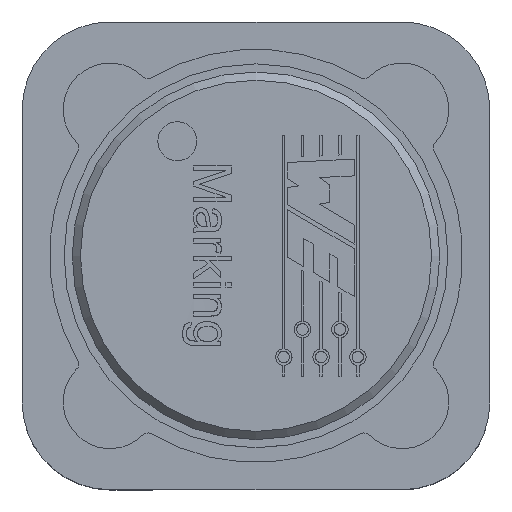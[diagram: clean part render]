
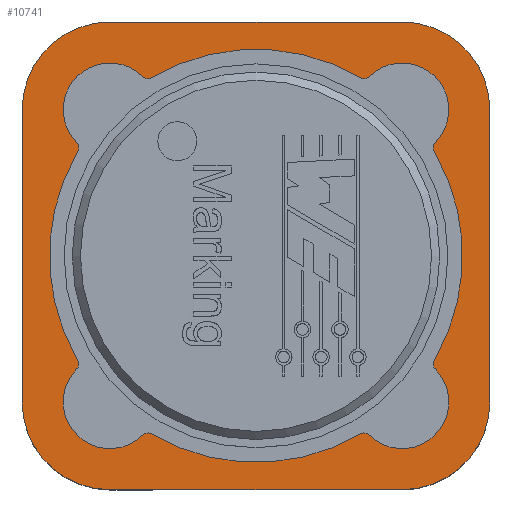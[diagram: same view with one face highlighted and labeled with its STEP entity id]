
A CAD part, top view. The second image highlights one B-rep face of the part: STEP entity #10741.
In plain terms, the highlighted planar face has unit normal (0, 0, 1).
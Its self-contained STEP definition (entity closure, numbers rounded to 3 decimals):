
#594=LINE('',#15930,#1418);
#595=LINE('',#15931,#1419);
#596=LINE('',#15932,#1420);
#597=LINE('',#15933,#1421);
#1418=VECTOR('',#12668,1000.);
#1419=VECTOR('',#12669,1000.);
#1420=VECTOR('',#12670,1000.);
#1421=VECTOR('',#12671,1000.);
#2993=ORIENTED_EDGE('',*,*,#4810,.T.);
#2994=ORIENTED_EDGE('',*,*,#4794,.T.);
#2995=ORIENTED_EDGE('',*,*,#4811,.T.);
#2996=ORIENTED_EDGE('',*,*,#4806,.T.);
#2997=ORIENTED_EDGE('',*,*,#4812,.T.);
#2998=ORIENTED_EDGE('',*,*,#4802,.T.);
#2999=ORIENTED_EDGE('',*,*,#4813,.T.);
#3000=ORIENTED_EDGE('',*,*,#4798,.T.);
#3001=ORIENTED_EDGE('',*,*,#4814,.F.);
#3002=ORIENTED_EDGE('',*,*,#4728,.T.);
#3003=ORIENTED_EDGE('',*,*,#4787,.F.);
#3004=ORIENTED_EDGE('',*,*,#4756,.T.);
#3005=ORIENTED_EDGE('',*,*,#4815,.F.);
#3006=ORIENTED_EDGE('',*,*,#4752,.T.);
#3007=ORIENTED_EDGE('',*,*,#4793,.F.);
#3008=ORIENTED_EDGE('',*,*,#4748,.T.);
#3009=ORIENTED_EDGE('',*,*,#4816,.F.);
#3010=ORIENTED_EDGE('',*,*,#4744,.T.);
#3011=ORIENTED_EDGE('',*,*,#4791,.F.);
#3012=ORIENTED_EDGE('',*,*,#4740,.T.);
#3013=ORIENTED_EDGE('',*,*,#4817,.F.);
#3014=ORIENTED_EDGE('',*,*,#4736,.T.);
#3015=ORIENTED_EDGE('',*,*,#4789,.F.);
#3016=ORIENTED_EDGE('',*,*,#4732,.T.);
#4728=EDGE_CURVE('',#5720,#5719,#6156,.T.);
#4732=EDGE_CURVE('',#5724,#5723,#6158,.T.);
#4736=EDGE_CURVE('',#5728,#5727,#6160,.T.);
#4740=EDGE_CURVE('',#5732,#5731,#6162,.T.);
#4744=EDGE_CURVE('',#5736,#5735,#6164,.T.);
#4748=EDGE_CURVE('',#5740,#5739,#6166,.T.);
#4752=EDGE_CURVE('',#5744,#5743,#6168,.T.);
#4756=EDGE_CURVE('',#5748,#5747,#6170,.T.);
#4787=EDGE_CURVE('',#5748,#5719,#6172,.T.);
#4789=EDGE_CURVE('',#5724,#5727,#6174,.T.);
#4791=EDGE_CURVE('',#5732,#5735,#6176,.T.);
#4793=EDGE_CURVE('',#5740,#5743,#6178,.T.);
#4794=EDGE_CURVE('',#5765,#5766,#6179,.T.);
#4798=EDGE_CURVE('',#5769,#5770,#6181,.T.);
#4802=EDGE_CURVE('',#5773,#5774,#6183,.T.);
#4806=EDGE_CURVE('',#5777,#5778,#6185,.T.);
#4810=EDGE_CURVE('',#5770,#5765,#594,.T.);
#4811=EDGE_CURVE('',#5766,#5777,#595,.T.);
#4812=EDGE_CURVE('',#5778,#5773,#596,.T.);
#4813=EDGE_CURVE('',#5774,#5769,#597,.T.);
#4814=EDGE_CURVE('',#5720,#5723,#6187,.T.);
#4815=EDGE_CURVE('',#5744,#5747,#6188,.T.);
#4816=EDGE_CURVE('',#5736,#5739,#6189,.T.);
#4817=EDGE_CURVE('',#5728,#5731,#6190,.T.);
#5719=VERTEX_POINT('',#15758);
#5720=VERTEX_POINT('',#15760);
#5723=VERTEX_POINT('',#15767);
#5724=VERTEX_POINT('',#15769);
#5727=VERTEX_POINT('',#15776);
#5728=VERTEX_POINT('',#15778);
#5731=VERTEX_POINT('',#15785);
#5732=VERTEX_POINT('',#15787);
#5735=VERTEX_POINT('',#15794);
#5736=VERTEX_POINT('',#15796);
#5739=VERTEX_POINT('',#15803);
#5740=VERTEX_POINT('',#15805);
#5743=VERTEX_POINT('',#15812);
#5744=VERTEX_POINT('',#15814);
#5747=VERTEX_POINT('',#15821);
#5748=VERTEX_POINT('',#15823);
#5765=VERTEX_POINT('',#15895);
#5766=VERTEX_POINT('',#15896);
#5769=VERTEX_POINT('',#15904);
#5770=VERTEX_POINT('',#15905);
#5773=VERTEX_POINT('',#15913);
#5774=VERTEX_POINT('',#15914);
#5777=VERTEX_POINT('',#15922);
#5778=VERTEX_POINT('',#15923);
#6156=CIRCLE('',#11195,0.18);
#6158=CIRCLE('',#11198,0.18);
#6160=CIRCLE('',#11201,0.18);
#6162=CIRCLE('',#11204,0.18);
#6164=CIRCLE('',#11207,0.18);
#6166=CIRCLE('',#11210,0.18);
#6168=CIRCLE('',#11213,0.18);
#6170=CIRCLE('',#11216,0.18);
#6172=CIRCLE('',#11231,1.2);
#6174=CIRCLE('',#11234,1.2);
#6176=CIRCLE('',#11237,1.2);
#6178=CIRCLE('',#11240,1.2);
#6179=CIRCLE('',#11242,2.25);
#6181=CIRCLE('',#11245,2.25);
#6183=CIRCLE('',#11248,2.25);
#6185=CIRCLE('',#11251,2.25);
#6187=CIRCLE('',#11254,5.3);
#6188=CIRCLE('',#11255,5.3);
#6189=CIRCLE('',#11256,5.3);
#6190=CIRCLE('',#11257,5.3);
#6595=EDGE_LOOP('',(#2993,#2994,#2995,#2996,#2997,#2998,#2999,#3000));
#6596=EDGE_LOOP('',(#3001,#3002,#3003,#3004,#3005,#3006,#3007,#3008,#3009,
#3010,#3011,#3012,#3013,#3014,#3015,#3016));
#7067=FACE_BOUND('',#6595,.T.);
#7068=FACE_BOUND('',#6596,.T.);
#7433=PLANE('',#11253);
#10741=ADVANCED_FACE('',(#7067,#7068),#7433,.T.);
#11195=AXIS2_PLACEMENT_3D('',#15759,#12499,#12500);
#11198=AXIS2_PLACEMENT_3D('',#15768,#12507,#12508);
#11201=AXIS2_PLACEMENT_3D('',#15777,#12515,#12516);
#11204=AXIS2_PLACEMENT_3D('',#15786,#12523,#12524);
#11207=AXIS2_PLACEMENT_3D('',#15795,#12531,#12532);
#11210=AXIS2_PLACEMENT_3D('',#15804,#12539,#12540);
#11213=AXIS2_PLACEMENT_3D('',#15813,#12547,#12548);
#11216=AXIS2_PLACEMENT_3D('',#15822,#12555,#12556);
#11231=AXIS2_PLACEMENT_3D('',#15883,#12614,#12615);
#11234=AXIS2_PLACEMENT_3D('',#15886,#12620,#12621);
#11237=AXIS2_PLACEMENT_3D('',#15889,#12626,#12627);
#11240=AXIS2_PLACEMENT_3D('',#15892,#12632,#12633);
#11242=AXIS2_PLACEMENT_3D('',#15894,#12636,#12637);
#11245=AXIS2_PLACEMENT_3D('',#15903,#12644,#12645);
#11248=AXIS2_PLACEMENT_3D('',#15912,#12652,#12653);
#11251=AXIS2_PLACEMENT_3D('',#15921,#12660,#12661);
#11253=AXIS2_PLACEMENT_3D('',#15929,#12666,#12667);
#11254=AXIS2_PLACEMENT_3D('',#15934,#12672,#12673);
#11255=AXIS2_PLACEMENT_3D('',#15935,#12674,#12675);
#11256=AXIS2_PLACEMENT_3D('',#15936,#12676,#12677);
#11257=AXIS2_PLACEMENT_3D('',#15937,#12678,#12679);
#12499=DIRECTION('',(0.,0.,1.));
#12500=DIRECTION('',(1.,0.,0.));
#12507=DIRECTION('',(0.,0.,1.));
#12508=DIRECTION('',(1.,0.,0.));
#12515=DIRECTION('',(0.,0.,1.));
#12516=DIRECTION('',(1.,0.,0.));
#12523=DIRECTION('',(0.,0.,1.));
#12524=DIRECTION('',(1.,0.,0.));
#12531=DIRECTION('',(0.,0.,1.));
#12532=DIRECTION('',(1.,0.,0.));
#12539=DIRECTION('',(0.,0.,1.));
#12540=DIRECTION('',(1.,0.,0.));
#12547=DIRECTION('',(0.,0.,1.));
#12548=DIRECTION('',(1.,0.,0.));
#12555=DIRECTION('',(0.,0.,1.));
#12556=DIRECTION('',(1.,0.,0.));
#12614=DIRECTION('',(0.,0.,1.));
#12615=DIRECTION('',(1.,0.,0.));
#12620=DIRECTION('',(0.,0.,1.));
#12621=DIRECTION('',(1.,0.,0.));
#12626=DIRECTION('',(0.,0.,1.));
#12627=DIRECTION('',(1.,0.,0.));
#12632=DIRECTION('',(0.,0.,1.));
#12633=DIRECTION('',(1.,0.,0.));
#12636=DIRECTION('',(0.,0.,1.));
#12637=DIRECTION('',(1.,0.,0.));
#12644=DIRECTION('',(0.,0.,1.));
#12645=DIRECTION('',(1.,0.,0.));
#12652=DIRECTION('',(0.,0.,1.));
#12653=DIRECTION('',(1.,0.,0.));
#12660=DIRECTION('',(0.,0.,1.));
#12661=DIRECTION('',(1.,0.,0.));
#12666=DIRECTION('',(0.,0.,1.));
#12667=DIRECTION('',(1.,0.,0.));
#12668=DIRECTION('',(1.,0.,0.));
#12669=DIRECTION('',(0.,1.,0.));
#12670=DIRECTION('',(-1.,0.,0.));
#12671=DIRECTION('',(0.,-1.,0.));
#12672=DIRECTION('',(0.,0.,1.));
#12673=DIRECTION('',(1.,0.,0.));
#12674=DIRECTION('',(0.,0.,1.));
#12675=DIRECTION('',(1.,0.,0.));
#12676=DIRECTION('',(0.,0.,1.));
#12677=DIRECTION('',(1.,0.,0.));
#12678=DIRECTION('',(0.,0.,1.));
#12679=DIRECTION('',(1.,0.,0.));
#15758=CARTESIAN_POINT('',(-4.598,2.901,5.24));
#15759=CARTESIAN_POINT('',(-4.726,2.774,5.24));
#15760=CARTESIAN_POINT('',(-4.571,2.683,5.24));
#15767=CARTESIAN_POINT('',(-4.571,-2.683,5.24));
#15768=CARTESIAN_POINT('',(-4.726,-2.774,5.24));
#15769=CARTESIAN_POINT('',(-4.598,-2.901,5.24));
#15776=CARTESIAN_POINT('',(-2.901,-4.598,5.24));
#15777=CARTESIAN_POINT('',(-2.774,-4.726,5.24));
#15778=CARTESIAN_POINT('',(-2.683,-4.571,5.24));
#15785=CARTESIAN_POINT('',(2.683,-4.571,5.24));
#15786=CARTESIAN_POINT('',(2.774,-4.726,5.24));
#15787=CARTESIAN_POINT('',(2.901,-4.598,5.24));
#15794=CARTESIAN_POINT('',(4.598,-2.901,5.24));
#15795=CARTESIAN_POINT('',(4.726,-2.774,5.24));
#15796=CARTESIAN_POINT('',(4.571,-2.683,5.24));
#15803=CARTESIAN_POINT('',(4.571,2.683,5.24));
#15804=CARTESIAN_POINT('',(4.726,2.774,5.24));
#15805=CARTESIAN_POINT('',(4.598,2.901,5.24));
#15812=CARTESIAN_POINT('',(2.901,4.598,5.24));
#15813=CARTESIAN_POINT('',(2.774,4.726,5.24));
#15814=CARTESIAN_POINT('',(2.683,4.571,5.24));
#15821=CARTESIAN_POINT('',(-2.683,4.571,5.24));
#15822=CARTESIAN_POINT('',(-2.774,4.726,5.24));
#15823=CARTESIAN_POINT('',(-2.901,4.598,5.24));
#15883=CARTESIAN_POINT('',(-3.748,3.748,5.24));
#15886=CARTESIAN_POINT('',(-3.748,-3.748,5.24));
#15889=CARTESIAN_POINT('',(3.748,-3.748,5.24));
#15892=CARTESIAN_POINT('',(3.748,3.748,5.24));
#15894=CARTESIAN_POINT('',(3.75,-3.75,5.24));
#15895=CARTESIAN_POINT('',(3.75,-6.,5.24));
#15896=CARTESIAN_POINT('',(6.,-3.75,5.24));
#15903=CARTESIAN_POINT('',(-3.75,-3.75,5.24));
#15904=CARTESIAN_POINT('',(-6.,-3.75,5.24));
#15905=CARTESIAN_POINT('',(-3.75,-6.,5.24));
#15912=CARTESIAN_POINT('',(-3.75,3.75,5.24));
#15913=CARTESIAN_POINT('',(-3.75,6.,5.24));
#15914=CARTESIAN_POINT('',(-6.,3.75,5.24));
#15921=CARTESIAN_POINT('',(3.75,3.75,5.24));
#15922=CARTESIAN_POINT('',(6.,3.75,5.24));
#15923=CARTESIAN_POINT('',(3.75,6.,5.24));
#15929=CARTESIAN_POINT('',(0.,0.,5.24));
#15930=CARTESIAN_POINT('',(-6.,-6.,5.24));
#15931=CARTESIAN_POINT('',(6.,-6.,5.24));
#15932=CARTESIAN_POINT('',(6.,6.,5.24));
#15933=CARTESIAN_POINT('',(-6.,6.,5.24));
#15934=CARTESIAN_POINT('',(0.,0.,5.24));
#15935=CARTESIAN_POINT('',(0.,0.,5.24));
#15936=CARTESIAN_POINT('',(0.,0.,5.24));
#15937=CARTESIAN_POINT('',(0.,0.,5.24));
